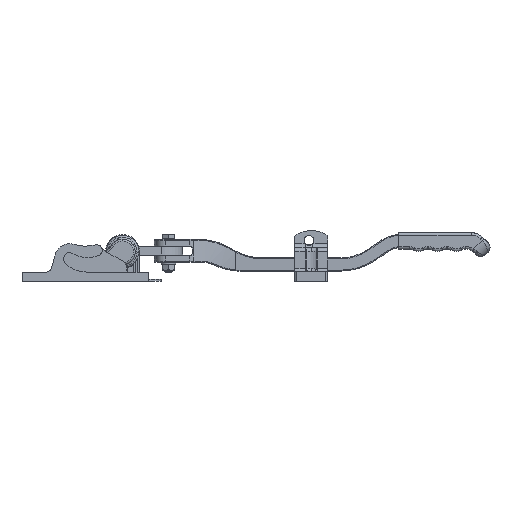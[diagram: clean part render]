
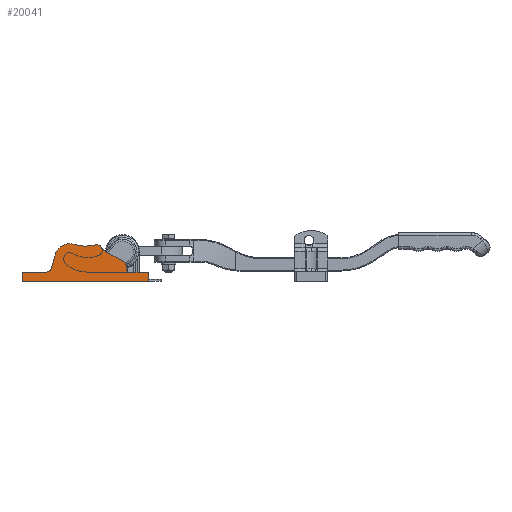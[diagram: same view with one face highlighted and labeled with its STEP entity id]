
A CAD part, front view. The second image highlights one B-rep face of the part: STEP entity #20041.
In plain terms, the highlighted face is planar.
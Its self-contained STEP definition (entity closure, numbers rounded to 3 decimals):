
#506 = ORIENTED_EDGE ( 'NONE', *, *, #19097, .T. ) ;
#507 = ORIENTED_EDGE ( 'NONE', *, *, #19122, .T. ) ;
#508 = ORIENTED_EDGE ( 'NONE', *, *, #19098, .T. ) ;
#509 = ORIENTED_EDGE ( 'NONE', *, *, #19133, .T. ) ;
#510 = ORIENTED_EDGE ( 'NONE', *, *, #19039, .T. ) ;
#511 = ORIENTED_EDGE ( 'NONE', *, *, #19103, .T. ) ;
#512 = ORIENTED_EDGE ( 'NONE', *, *, #19212, .T. ) ;
#513 = ORIENTED_EDGE ( 'NONE', *, *, #19126, .T. ) ;
#514 = ORIENTED_EDGE ( 'NONE', *, *, #19130, .T. ) ;
#515 = ORIENTED_EDGE ( 'NONE', *, *, #19031, .T. ) ;
#516 = ORIENTED_EDGE ( 'NONE', *, *, #19135, .T. ) ;
#517 = ORIENTED_EDGE ( 'NONE', *, *, #19138, .T. ) ;
#518 = ORIENTED_EDGE ( 'NONE', *, *, #19143, .T. ) ;
#519 = ORIENTED_EDGE ( 'NONE', *, *, #19153, .T. ) ;
#520 = ORIENTED_EDGE ( 'NONE', *, *, #19145, .T. ) ;
#521 = ORIENTED_EDGE ( 'NONE', *, *, #19149, .T. ) ;
#522 = ORIENTED_EDGE ( 'NONE', *, *, #19169, .T. ) ;
#1502 = VERTEX_POINT ( 'NONE', #5358 ) ;
#1503 = VERTEX_POINT ( 'NONE', #5359 ) ;
#1504 = VERTEX_POINT ( 'NONE', #5360 ) ;
#1510 = VERTEX_POINT ( 'NONE', #5366 ) ;
#1511 = VERTEX_POINT ( 'NONE', #5367 ) ;
#1519 = VERTEX_POINT ( 'NONE', #5375 ) ;
#1520 = VERTEX_POINT ( 'NONE', #5376 ) ;
#1521 = VERTEX_POINT ( 'NONE', #5377 ) ;
#1522 = VERTEX_POINT ( 'NONE', #5378 ) ;
#1523 = VERTEX_POINT ( 'NONE', #5379 ) ;
#1525 = VERTEX_POINT ( 'NONE', #5381 ) ;
#1528 = VERTEX_POINT ( 'NONE', #5384 ) ;
#1530 = VERTEX_POINT ( 'NONE', #5386 ) ;
#1534 = VERTEX_POINT ( 'NONE', #5390 ) ;
#1537 = VERTEX_POINT ( 'NONE', #5393 ) ;
#1542 = VERTEX_POINT ( 'NONE', #5398 ) ;
#1544 = VERTEX_POINT ( 'NONE', #5400 ) ;
#4102 = EDGE_LOOP ( 'NONE', ( #507, #508, #506, #509, #511, #512, #510, #513, #514, #515, #516, #517, #518, #520, #521, #519, #522 ) ) ;
#5358 = CARTESIAN_POINT ( 'NONE',  ( -10.425, 0., 38.79 ) ) ;
#5359 = CARTESIAN_POINT ( 'NONE',  ( 67., 0., 10. ) ) ;
#5360 = CARTESIAN_POINT ( 'NONE',  ( -67., 0., 10. ) ) ;
#5366 = CARTESIAN_POINT ( 'NONE',  ( -46., 0., 10. ) ) ;
#5367 = CARTESIAN_POINT ( 'NONE',  ( -44., 0., 13.226 ) ) ;
#5375 = CARTESIAN_POINT ( 'NONE',  ( 31.905, 0., 28.141 ) ) ;
#5376 = CARTESIAN_POINT ( 'NONE',  ( 35.574, 0., 14.447 ) ) ;
#5377 = CARTESIAN_POINT ( 'NONE',  ( -67., 0., 0. ) ) ;
#5378 = CARTESIAN_POINT ( 'NONE',  ( 41.37, 0., 10. ) ) ;
#5379 = CARTESIAN_POINT ( 'NONE',  ( -44., 0., 12. ) ) ;
#5381 = CARTESIAN_POINT ( 'NONE',  ( -39., 0., 21.887 ) ) ;
#5384 = CARTESIAN_POINT ( 'NONE',  ( -20.837, 0., 32.373 ) ) ;
#5386 = CARTESIAN_POINT ( 'NONE',  ( 11.609, 0., 39.25 ) ) ;
#5390 = CARTESIAN_POINT ( 'NONE',  ( -17.189, 0., 36.013 ) ) ;
#5393 = CARTESIAN_POINT ( 'NONE',  ( -12., 0., 39. ) ) ;
#5398 = CARTESIAN_POINT ( 'NONE',  ( 67., 0., 0. ) ) ;
#5400 = CARTESIAN_POINT ( 'NONE',  ( 16.45, 0., 40. ) ) ;
#11740 = AXIS2_PLACEMENT_3D ( 'NONE', #12078, #12082, #12083 ) ;
#11747 = AXIS2_PLACEMENT_3D ( 'NONE', #12106, #12107, #12108 ) ;
#12078 = CARTESIAN_POINT ( 'NONE',  ( 16.45, 0., 24. ) ) ;
#12082 = DIRECTION ( 'NONE',  ( 0., 1., 0. ) ) ;
#12083 = DIRECTION ( 'NONE',  ( 0., 0., 1. ) ) ;
#12106 = CARTESIAN_POINT ( 'NONE',  ( -12., 0., 33. ) ) ;
#12107 = DIRECTION ( 'NONE',  ( 0., 1., 0. ) ) ;
#12108 = DIRECTION ( 'NONE',  ( 0., 0., -1. ) ) ;
#12307 = LINE ( 'NONE', #12308, #13053 ) ;
#12308 = CARTESIAN_POINT ( 'NONE',  ( -44., 0., 10. ) ) ;
#12309 = DIRECTION ( 'NONE',  ( 0., 0., 1. ) ) ;
#12310 = CARTESIAN_POINT ( 'NONE',  ( -46., 0., 12. ) ) ;
#12311 = DIRECTION ( 'NONE',  ( 0., -1., 0. ) ) ;
#12312 = DIRECTION ( 'NONE',  ( 0., 0., 1. ) ) ;
#12326 = LINE ( 'NONE', #12327, #13059 ) ;
#12327 = CARTESIAN_POINT ( 'NONE',  ( -44., 0., 19. ) ) ;
#12328 = DIRECTION ( 'NONE',  ( 0.866, 0., 0.5 ) ) ;
#12384 = LINE ( 'NONE', #12385, #13080 ) ;
#12385 = CARTESIAN_POINT ( 'NONE',  ( -67., 0., 10. ) ) ;
#12386 = DIRECTION ( 'NONE',  ( 1., 0., 0. ) ) ;
#12395 = CARTESIAN_POINT ( 'NONE',  ( -12., 0., 33. ) ) ;
#12396 = DIRECTION ( 'NONE',  ( 0., 1., 0. ) ) ;
#12397 = DIRECTION ( 'NONE',  ( 0., 0., -1. ) ) ;
#12407 = CARTESIAN_POINT ( 'NONE',  ( -0.19, 0., 76.423 ) ) ;
#12408 = DIRECTION ( 'NONE',  ( 0., -1., 0. ) ) ;
#12409 = DIRECTION ( 'NONE',  ( 0., 0., -1. ) ) ;
#12410 = CARTESIAN_POINT ( 'NONE',  ( -34., 0., 13.226 ) ) ;
#12417 = DIRECTION ( 'NONE',  ( 0., 1., 0. ) ) ;
#12418 = DIRECTION ( 'NONE',  ( 0., 0., 1. ) ) ;
#12419 = CARTESIAN_POINT ( 'NONE',  ( 16.45, 0., 24. ) ) ;
#12423 = DIRECTION ( 'NONE',  ( 0., 1., 0. ) ) ;
#12424 = DIRECTION ( 'NONE',  ( 0., 0., 1. ) ) ;
#12432 = LINE ( 'NONE', #12433, #13095 ) ;
#12433 = CARTESIAN_POINT ( 'NONE',  ( 31.905, 0., 28.141 ) ) ;
#12434 = DIRECTION ( 'NONE',  ( 0.259, 0., -0.966 ) ) ;
#12440 = CARTESIAN_POINT ( 'NONE',  ( 41.37, 0., 16. ) ) ;
#12447 = DIRECTION ( 'NONE',  ( 0., -1., 0. ) ) ;
#12448 = DIRECTION ( 'NONE',  ( 0., 0., 1. ) ) ;
#12453 = LINE ( 'NONE', #12454, #13104 ) ;
#12454 = CARTESIAN_POINT ( 'NONE',  ( 36.766, 0., 10. ) ) ;
#12455 = DIRECTION ( 'NONE',  ( 1., 0., 0. ) ) ;
#12465 = LINE ( 'NONE', #12466, #13107 ) ;
#12466 = CARTESIAN_POINT ( 'NONE',  ( 67., 0., 10. ) ) ;
#12467 = DIRECTION ( 'NONE',  ( 0., 0., -1. ) ) ;
#12477 = LINE ( 'NONE', #12478, #13112 ) ;
#12478 = CARTESIAN_POINT ( 'NONE',  ( -67., 0., 0. ) ) ;
#12479 = DIRECTION ( 'NONE',  ( -1., 0., 0. ) ) ;
#12525 = LINE ( 'NONE', #12526, #13129 ) ;
#12526 = CARTESIAN_POINT ( 'NONE',  ( -67., 0., 0. ) ) ;
#12527 = DIRECTION ( 'NONE',  ( 0., 0., 1. ) ) ;
#12658 = CARTESIAN_POINT ( 'NONE',  ( -25.837, 0., 41.033 ) ) ;
#12659 = DIRECTION ( 'NONE',  ( 0., -1., 0. ) ) ;
#12660 = DIRECTION ( 'NONE',  ( 0., 0., 1. ) ) ;
#13052 = AXIS2_PLACEMENT_3D ( 'NONE', #12310, #12311, #12312 ) ;
#13053 = VECTOR ( 'NONE', #12309, 1000. ) ;
#13059 = VECTOR ( 'NONE', #12328, 1000. ) ;
#13080 = VECTOR ( 'NONE', #12386, 1000. ) ;
#13084 = AXIS2_PLACEMENT_3D ( 'NONE', #12395, #12396, #12397 ) ;
#13085 = AXIS2_PLACEMENT_3D ( 'NONE', #12419, #12423, #12424 ) ;
#13088 = AXIS2_PLACEMENT_3D ( 'NONE', #12407, #12408, #12409 ) ;
#13090 = AXIS2_PLACEMENT_3D ( 'NONE', #12410, #12417, #12418 ) ;
#13095 = VECTOR ( 'NONE', #12434, 1000. ) ;
#13098 = AXIS2_PLACEMENT_3D ( 'NONE', #12440, #12447, #12448 ) ;
#13104 = VECTOR ( 'NONE', #12455, 1000. ) ;
#13107 = VECTOR ( 'NONE', #12467, 1000. ) ;
#13112 = VECTOR ( 'NONE', #12479, 1000. ) ;
#13129 = VECTOR ( 'NONE', #12527, 1000. ) ;
#13175 = AXIS2_PLACEMENT_3D ( 'NONE', #12658, #12659, #12660 ) ;
#15909 = CIRCLE ( 'NONE', #11747, 6. ) ;
#15912 = CIRCLE ( 'NONE', #11740, 16. ) ;
#15920 = CIRCLE ( 'NONE', #13052, 2. ) ;
#15931 = CIRCLE ( 'NONE', #13084, 6. ) ;
#15934 = CIRCLE ( 'NONE', #13088, 39. ) ;
#15935 = CIRCLE ( 'NONE', #13090, 10. ) ;
#15936 = CIRCLE ( 'NONE', #13085, 16. ) ;
#15939 = CIRCLE ( 'NONE', #13098, 6. ) ;
#15968 = CIRCLE ( 'NONE', #13175, 10. ) ;
#17656 = FACE_OUTER_BOUND ( 'NONE', #4102, .T. ) ;
#17659 = AXIS2_PLACEMENT_3D ( 'NONE', #18725, #18726, #18727 ) ;
#18724 = PLANE ( 'NONE',  #17659 ) ;
#18725 = CARTESIAN_POINT ( 'NONE',  ( -25.837, 0., 41.033 ) ) ;
#18726 = DIRECTION ( 'NONE',  ( 0., 1., 0. ) ) ;
#18727 = DIRECTION ( 'NONE',  ( 0., 0., 1. ) ) ;
#19031 = EDGE_CURVE ( 'NONE', #1530, #1544, #15912, .T. ) ;
#19039 = EDGE_CURVE ( 'NONE', #1534, #1537, #15909, .T. ) ;
#19097 = EDGE_CURVE ( 'NONE', #1523, #1511, #12307, .T. ) ;
#19098 = EDGE_CURVE ( 'NONE', #1510, #1523, #15920, .T. ) ;
#19103 = EDGE_CURVE ( 'NONE', #1525, #1528, #12326, .T. ) ;
#19122 = EDGE_CURVE ( 'NONE', #1504, #1510, #12384, .T. ) ;
#19126 = EDGE_CURVE ( 'NONE', #1537, #1502, #15931, .T. ) ;
#19130 = EDGE_CURVE ( 'NONE', #1502, #1530, #15934, .T. ) ;
#19133 = EDGE_CURVE ( 'NONE', #1511, #1525, #15935, .T. ) ;
#19135 = EDGE_CURVE ( 'NONE', #1544, #1519, #15936, .T. ) ;
#19138 = EDGE_CURVE ( 'NONE', #1519, #1520, #12432, .T. ) ;
#19143 = EDGE_CURVE ( 'NONE', #1520, #1522, #15939, .T. ) ;
#19145 = EDGE_CURVE ( 'NONE', #1522, #1503, #12453, .T. ) ;
#19149 = EDGE_CURVE ( 'NONE', #1503, #1542, #12465, .T. ) ;
#19153 = EDGE_CURVE ( 'NONE', #1542, #1521, #12477, .T. ) ;
#19169 = EDGE_CURVE ( 'NONE', #1521, #1504, #12525, .T. ) ;
#19212 = EDGE_CURVE ( 'NONE', #1528, #1534, #15968, .T. ) ;
#20041 = ADVANCED_FACE ( 'NONE', ( #17656 ), #18724, .T. ) ;
